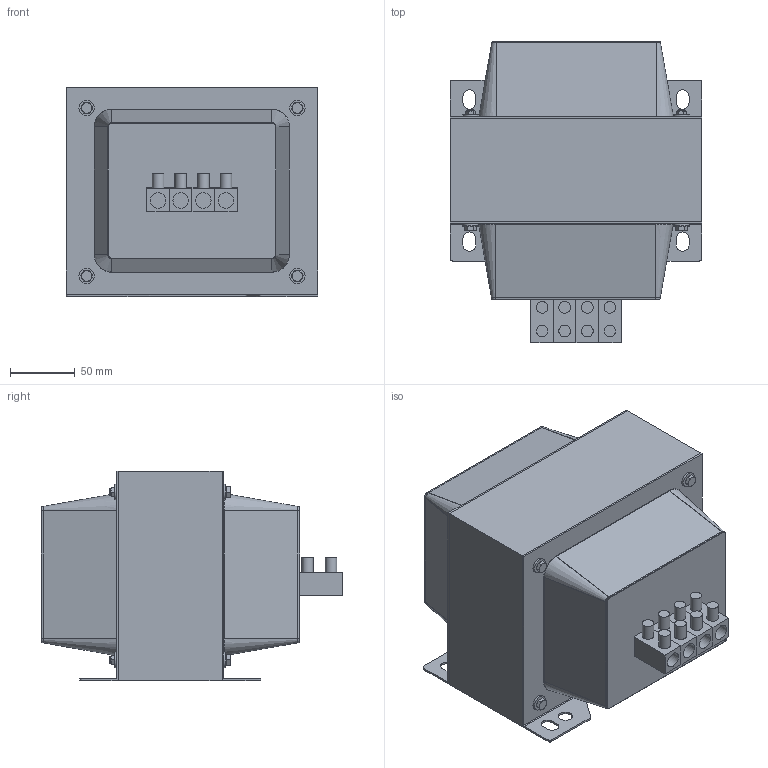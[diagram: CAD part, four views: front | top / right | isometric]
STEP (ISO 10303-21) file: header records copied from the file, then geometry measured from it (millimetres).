
FILE_DESCRIPTION(/* description */ (''),/* implementation_level */ '2;1');
FILE_NAME(/* name */ 'ARB02275061.stp',/* time_stamp */ '2023-11-21T11:24:25+01:00',/* author */ ('velazquez'),/* organization */ (''),/* preprocessor_version */ 'ST-DEVELOPER v19.2',/* originating_system */ 'Autodesk Inventor 2023',/* authorisation */ '');
FILE_SCHEMA (('AUTOMOTIVE_DESIGN { 1 0 10303 214 3 1 1 }'));
Length unit declared in the file: millimetre
Products named in the file (9): ARB02275061; EI195 x 162 - 80 (Rc65) Azul; TAPA RC65 CIEGA; TAPA RC65 VENTANA 4 ELEMENTOS 25; FICHA 25 4 ELEMENTOS; FICHA 25; centrador M5; DIN 933 - M5  x 90; DIN 934 - M4
Assembly tree (24 placements, depth 3):
  ARB02275061
    EI195 x 162 - 80 (Rc65) Azul
    TAPA RC65 CIEGA
    TAPA RC65 VENTANA 4 ELEMENTOS 25
    FICHA 25 4 ELEMENTOS
      FICHA 25  x4
    centrador M5  x8
    DIN 933 - M5  x 90  x4
    DIN 934 - M4  x4
Bounding box: 195 x 233.5 x 162 mm (x, y, z)
Volume: 2130718.4 mm3; surface area: 423583.6 mm2
Topology: 23 solids, 23 shells, 402 faces, 888 edges, 556 vertices
Faces by surface type: plane 202, cylinder 112, cone 64, torus 24
Full cylindrical faces by diameter (mm): 3.242 x4, 4.567 x4, 5 x16, 5.9 x8, 6.7 x4, 9 x16, 11 x8, 12 x12
Entity records: 7009 total; most frequent: DIRECTION 1203, CARTESIAN_POINT 1158, ORIENTED_EDGE 1054, EDGE_CURVE 527, AXIS2_PLACEMENT_3D 448, VERTEX_POINT 331, LINE 307, VECTOR 307
